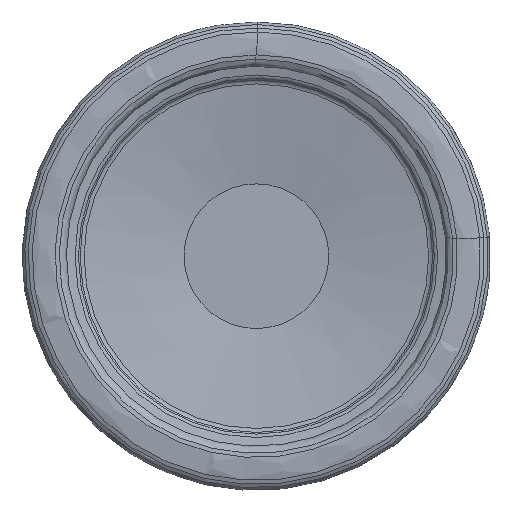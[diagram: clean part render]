
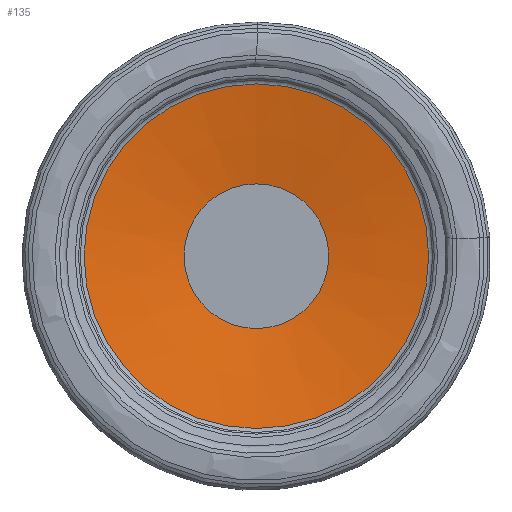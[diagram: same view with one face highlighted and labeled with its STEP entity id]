
A CAD part, left-side view. The second image highlights one B-rep face of the part: STEP entity #135.
In plain terms, the highlighted conical face has half-angle 80 degrees and reference radius 23.189 mm.
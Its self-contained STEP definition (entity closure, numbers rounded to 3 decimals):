
#32=CONICAL_SURFACE('',#673,23.189,80.);
#56=FACE_BOUND('',#242,.T.);
#57=FACE_BOUND('',#243,.T.);
#135=ADVANCED_FACE('',(#56,#57),#32,.F.);
#242=EDGE_LOOP('',(#449));
#243=EDGE_LOOP('',(#450));
#316=CIRCLE('',#670,9.74);
#317=CIRCLE('',#672,23.189);
#449=ORIENTED_EDGE('',*,*,#580,.F.);
#450=ORIENTED_EDGE('',*,*,#581,.T.);
#507=VERTEX_POINT('',#1451);
#508=VERTEX_POINT('',#1454);
#580=EDGE_CURVE('',#507,#507,#316,.T.);
#581=EDGE_CURVE('',#508,#508,#317,.T.);
#670=AXIS2_PLACEMENT_3D('',#1450,#815,#816);
#672=AXIS2_PLACEMENT_3D('',#1453,#819,#820);
#673=AXIS2_PLACEMENT_3D('',#1455,#821,#822);
#815=DIRECTION('',(-1.,0.,0.));
#816=DIRECTION('',(0.,0.,1.));
#819=DIRECTION('',(-1.,0.,0.));
#820=DIRECTION('',(0.,0.,1.));
#821=DIRECTION('',(-1.,0.,0.));
#822=DIRECTION('',(0.,0.,1.));
#1450=CARTESIAN_POINT('',(4.926,0.,0.));
#1451=CARTESIAN_POINT('',(4.926,0.,9.74));
#1453=CARTESIAN_POINT('',(2.555,0.,0.));
#1454=CARTESIAN_POINT('',(2.555,0.,23.189));
#1455=CARTESIAN_POINT('',(2.555,0.,0.));
